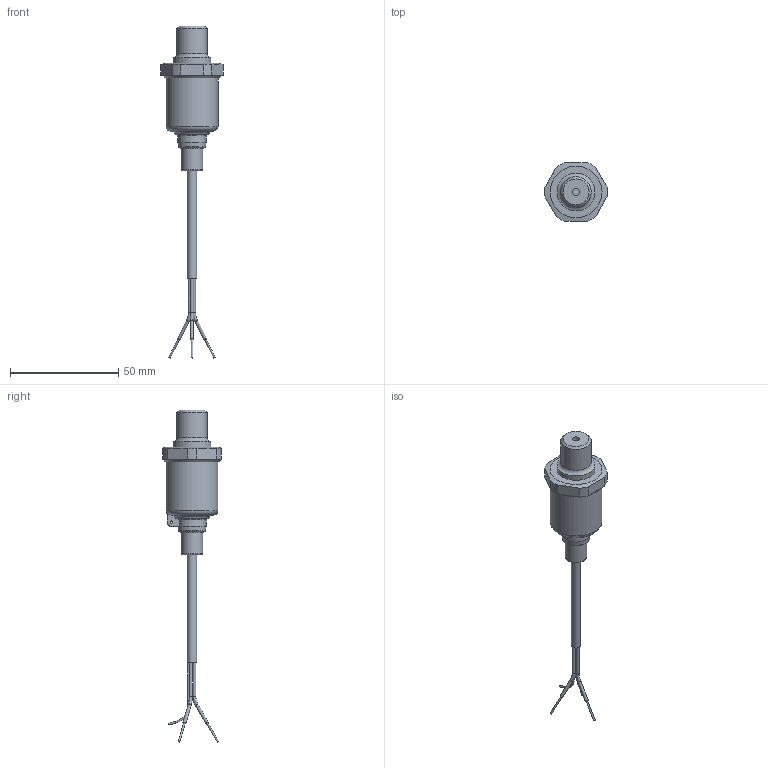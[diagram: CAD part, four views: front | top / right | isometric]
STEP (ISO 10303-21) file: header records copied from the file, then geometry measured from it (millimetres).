
FILE_DESCRIPTION (( 'STEP AP214' ), '1' );
FILE_NAME ('SPT25-20-V30D.STEP', '2012-03-30T19:20:17', ( ' ' ), ( ' ' ), 'SwSTEP 2.0', 'SolidWorks 2011', '' );
FILE_SCHEMA (( 'AUTOMOTIVE_DESIGN' ));
Length unit declared in the file: millimetre
Products named in the file (1): SPT25-20-V30D
Bounding box: 28.99 x 27.09 x 153.3 mm (x, y, z)
Volume: 20800.7 mm3; surface area: 7169.8 mm2
Topology: 7 solids, 7 shells, 75 faces, 147 edges, 93 vertices
Faces by surface type: plane 32, cylinder 27, torus 12, cone 4
Full cylindrical faces by diameter (mm): 0.75 x5, 1 x1, 1.4 x6, 3.3 x1, 4.25 x1, 10 x1, 14 x1, 17.5 x1, 24 x1, 26.75 x1
Entity records: 2111 total; most frequent: CARTESIAN_POINT 402, DIRECTION 310, ORIENTED_EDGE 218, AXIS2_PLACEMENT_3D 141, EDGE_LOOP 116, EDGE_CURVE 109, FACE_OUTER_BOUND 103, VERTEX_POINT 87
